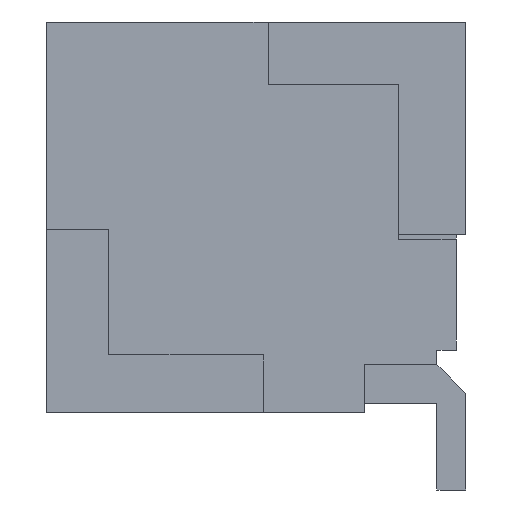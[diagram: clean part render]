
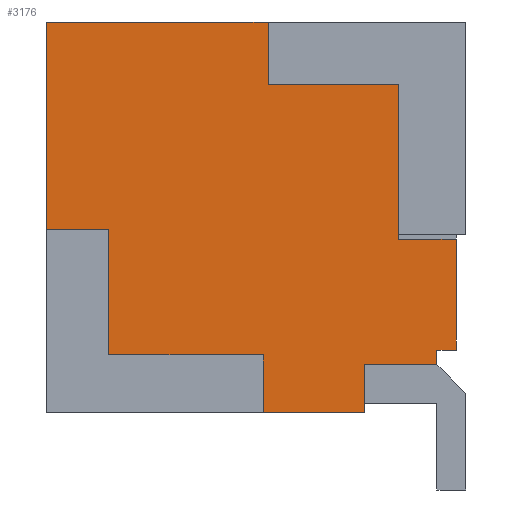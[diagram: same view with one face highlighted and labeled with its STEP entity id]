
A CAD part, left-side view. The second image highlights one B-rep face of the part: STEP entity #3176.
In plain terms, the highlighted planar face has unit normal (-1, 0, 0).
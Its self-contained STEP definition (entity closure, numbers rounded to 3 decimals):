
#28 = LINE ( 'NONE', #679, #195 ) ;
#52 = LINE ( 'NONE', #2047, #164 ) ;
#78 = DIRECTION ( 'NONE',  ( 0., 0., 1. ) ) ;
#96 = EDGE_CURVE ( 'NONE', #389, #1634, #1776, .T. ) ;
#163 = CARTESIAN_POINT ( 'NONE',  ( -9.5, 0., 1.8 ) ) ;
#164 = VECTOR ( 'NONE', #2785, 1000. ) ;
#195 = VECTOR ( 'NONE', #657, 1000. ) ;
#230 = EDGE_CURVE ( 'NONE', #3822, #2452, #52, .T. ) ;
#306 = DIRECTION ( 'NONE',  ( 0., -1., 0. ) ) ;
#324 = VECTOR ( 'NONE', #2015, 1000. ) ;
#369 = ORIENTED_EDGE ( 'NONE', *, *, #820, .F. ) ;
#389 = VERTEX_POINT ( 'NONE', #1748 ) ;
#402 = EDGE_CURVE ( 'NONE', #3526, #4032, #2390, .T. ) ;
#414 = VERTEX_POINT ( 'NONE', #1058 ) ;
#424 = FACE_OUTER_BOUND ( 'NONE', #4063, .T. ) ;
#496 = DIRECTION ( 'NONE',  ( 0., 0., 1. ) ) ;
#502 = DIRECTION ( 'NONE',  ( 0., 0., -1. ) ) ;
#518 = ORIENTED_EDGE ( 'NONE', *, *, #1012, .F. ) ;
#552 = LINE ( 'NONE', #4096, #1926 ) ;
#657 = DIRECTION ( 'NONE',  ( 0., 0., 1. ) ) ;
#679 = CARTESIAN_POINT ( 'NONE',  ( -9.5, 3.6, 4.05 ) ) ;
#691 = EDGE_CURVE ( 'NONE', #2285, #2669, #4232, .T. ) ;
#697 = EDGE_CURVE ( 'NONE', #4451, #1634, #1443, .T. ) ;
#748 = CARTESIAN_POINT ( 'NONE',  ( -9.5, 0., 3.4 ) ) ;
#781 = ORIENTED_EDGE ( 'NONE', *, *, #784, .F. ) ;
#784 = EDGE_CURVE ( 'NONE', #389, #3327, #1867, .T. ) ;
#820 = EDGE_CURVE ( 'NONE', #1533, #2326, #552, .T. ) ;
#831 = VECTOR ( 'NONE', #3702, 1000. ) ;
#838 = CARTESIAN_POINT ( 'NONE',  ( -9.5, 2., 0.6 ) ) ;
#868 = ORIENTED_EDGE ( 'NONE', *, *, #1758, .F. ) ;
#909 = CARTESIAN_POINT ( 'NONE',  ( -9.5, 4.25, 1.9 ) ) ;
#982 = LINE ( 'NONE', #1711, #3012 ) ;
#1012 = EDGE_CURVE ( 'NONE', #4397, #1959, #1276, .T. ) ;
#1015 = CARTESIAN_POINT ( 'NONE',  ( -9.5, 0.95, 0.5 ) ) ;
#1058 = CARTESIAN_POINT ( 'NONE',  ( -9.5, 0.2, 0.65 ) ) ;
#1276 = LINE ( 'NONE', #2013, #324 ) ;
#1302 = AXIS2_PLACEMENT_3D ( 'NONE', #4446, #1973, #1617 ) ;
#1354 = DIRECTION ( 'NONE',  ( 0., 1., 0. ) ) ;
#1385 = CARTESIAN_POINT ( 'NONE',  ( -9.5, 0.95, 0.5 ) ) ;
#1416 = LINE ( 'NONE', #4166, #1698 ) ;
#1437 = LINE ( 'NONE', #748, #4129 ) ;
#1443 = LINE ( 'NONE', #2742, #4133 ) ;
#1482 = EDGE_CURVE ( 'NONE', #2669, #414, #1808, .T. ) ;
#1533 = VERTEX_POINT ( 'NONE', #838 ) ;
#1595 = CARTESIAN_POINT ( 'NONE',  ( -9.5, 0.2, 0.5 ) ) ;
#1617 = DIRECTION ( 'NONE',  ( 0., 0., -1. ) ) ;
#1634 = VERTEX_POINT ( 'NONE', #909 ) ;
#1698 = VECTOR ( 'NONE', #2057, 1000. ) ;
#1704 = EDGE_CURVE ( 'NONE', #1959, #4032, #1416, .T. ) ;
#1711 = CARTESIAN_POINT ( 'NONE',  ( -9.5, 0.2, 0.65 ) ) ;
#1748 = CARTESIAN_POINT ( 'NONE',  ( -9.5, 4.25, 4.05 ) ) ;
#1758 = EDGE_CURVE ( 'NONE', #2326, #4451, #28, .T. ) ;
#1770 = EDGE_CURVE ( 'NONE', #414, #3526, #982, .T. ) ;
#1776 = LINE ( 'NONE', #3686, #2818 ) ;
#1792 = DIRECTION ( 'NONE',  ( 0., 0., 1. ) ) ;
#1804 = DIRECTION ( 'NONE',  ( 0., -1., 0. ) ) ;
#1808 = LINE ( 'NONE', #2210, #2034 ) ;
#1840 = ORIENTED_EDGE ( 'NONE', *, *, #3534, .F. ) ;
#1867 = LINE ( 'NONE', #3348, #831 ) ;
#1905 = CARTESIAN_POINT ( 'NONE',  ( -9.5, 1.95, 4.05 ) ) ;
#1925 = LINE ( 'NONE', #3499, #3363 ) ;
#1926 = VECTOR ( 'NONE', #1354, 1000. ) ;
#1959 = VERTEX_POINT ( 'NONE', #2255 ) ;
#1973 = DIRECTION ( 'NONE',  ( 1., 0., 0. ) ) ;
#1980 = CARTESIAN_POINT ( 'NONE',  ( -9.5, 2., 4.05 ) ) ;
#2013 = CARTESIAN_POINT ( 'NONE',  ( -9.5, 0.6, 4.05 ) ) ;
#2015 = DIRECTION ( 'NONE',  ( 0., 0., -1. ) ) ;
#2034 = VECTOR ( 'NONE', #78, 1000. ) ;
#2047 = CARTESIAN_POINT ( 'NONE',  ( -9.5, 0., 0. ) ) ;
#2054 = ORIENTED_EDGE ( 'NONE', *, *, #1770, .T. ) ;
#2057 = DIRECTION ( 'NONE',  ( 0., -1., 0. ) ) ;
#2086 = DIRECTION ( 'NONE',  ( 0., -1., 0. ) ) ;
#2174 = VERTEX_POINT ( 'NONE', #2412 ) ;
#2210 = CARTESIAN_POINT ( 'NONE',  ( -9.5, 0.2, 0.5 ) ) ;
#2253 = CARTESIAN_POINT ( 'NONE',  ( -9.5, 2., 0. ) ) ;
#2255 = CARTESIAN_POINT ( 'NONE',  ( -9.5, 0.6, 1.8 ) ) ;
#2285 = VERTEX_POINT ( 'NONE', #1385 ) ;
#2326 = VERTEX_POINT ( 'NONE', #4275 ) ;
#2329 = LINE ( 'NONE', #1905, #2705 ) ;
#2342 = VECTOR ( 'NONE', #1792, 1000. ) ;
#2379 = VECTOR ( 'NONE', #496, 1000. ) ;
#2390 = LINE ( 'NONE', #3178, #2342 ) ;
#2404 = ORIENTED_EDGE ( 'NONE', *, *, #691, .T. ) ;
#2412 = CARTESIAN_POINT ( 'NONE',  ( -9.5, 1.95, 3.4 ) ) ;
#2452 = VERTEX_POINT ( 'NONE', #2253 ) ;
#2515 = ORIENTED_EDGE ( 'NONE', *, *, #697, .F. ) ;
#2669 = VERTEX_POINT ( 'NONE', #1595 ) ;
#2677 = ORIENTED_EDGE ( 'NONE', *, *, #1482, .T. ) ;
#2705 = VECTOR ( 'NONE', #502, 1000. ) ;
#2725 = PLANE ( 'NONE',  #1302 ) ;
#2728 = ORIENTED_EDGE ( 'NONE', *, *, #230, .F. ) ;
#2742 = CARTESIAN_POINT ( 'NONE',  ( -9.5, 4.25, 1.9 ) ) ;
#2785 = DIRECTION ( 'NONE',  ( 0., 1., 0. ) ) ;
#2818 = VECTOR ( 'NONE', #2955, 1000. ) ;
#2825 = ORIENTED_EDGE ( 'NONE', *, *, #96, .T. ) ;
#2955 = DIRECTION ( 'NONE',  ( 0., 0., -1. ) ) ;
#2992 = ORIENTED_EDGE ( 'NONE', *, *, #4061, .F. ) ;
#3012 = VECTOR ( 'NONE', #2086, 1000. ) ;
#3101 = ORIENTED_EDGE ( 'NONE', *, *, #3752, .T. ) ;
#3176 = ADVANCED_FACE ( 'NONE', ( #424 ), #2725, .F. ) ;
#3178 = CARTESIAN_POINT ( 'NONE',  ( -9.5, 0., 4.05 ) ) ;
#3192 = CARTESIAN_POINT ( 'NONE',  ( -9.5, 0.95, 0. ) ) ;
#3320 = VECTOR ( 'NONE', #306, 1000. ) ;
#3327 = VERTEX_POINT ( 'NONE', #4473 ) ;
#3348 = CARTESIAN_POINT ( 'NONE',  ( -9.5, 0., 4.05 ) ) ;
#3363 = VECTOR ( 'NONE', #4467, 1000. ) ;
#3368 = LINE ( 'NONE', #1980, #2379 ) ;
#3499 = CARTESIAN_POINT ( 'NONE',  ( -9.5, 0.95, 0. ) ) ;
#3526 = VERTEX_POINT ( 'NONE', #3712 ) ;
#3534 = EDGE_CURVE ( 'NONE', #3327, #2174, #2329, .T. ) ;
#3686 = CARTESIAN_POINT ( 'NONE',  ( -9.5, 4.25, 4.05 ) ) ;
#3702 = DIRECTION ( 'NONE',  ( 0., -1., 0. ) ) ;
#3708 = ORIENTED_EDGE ( 'NONE', *, *, #1704, .F. ) ;
#3712 = CARTESIAN_POINT ( 'NONE',  ( -9.5, 0., 0.65 ) ) ;
#3752 = EDGE_CURVE ( 'NONE', #3822, #2285, #1925, .T. ) ;
#3822 = VERTEX_POINT ( 'NONE', #3192 ) ;
#4032 = VERTEX_POINT ( 'NONE', #163 ) ;
#4061 = EDGE_CURVE ( 'NONE', #2452, #1533, #3368, .T. ) ;
#4063 = EDGE_LOOP ( 'NONE', ( #868, #369, #2992, #2728, #3101, #2404, #2677, #2054, #4103, #3708, #518, #4099, #1840, #781, #2825, #2515 ) ) ;
#4096 = CARTESIAN_POINT ( 'NONE',  ( -9.5, 0., 0.6 ) ) ;
#4099 = ORIENTED_EDGE ( 'NONE', *, *, #4531, .F. ) ;
#4103 = ORIENTED_EDGE ( 'NONE', *, *, #402, .T. ) ;
#4129 = VECTOR ( 'NONE', #1804, 1000. ) ;
#4133 = VECTOR ( 'NONE', #4513, 1000. ) ;
#4166 = CARTESIAN_POINT ( 'NONE',  ( -9.5, 0., 1.8 ) ) ;
#4232 = LINE ( 'NONE', #1015, #3320 ) ;
#4237 = CARTESIAN_POINT ( 'NONE',  ( -9.5, 0.6, 3.4 ) ) ;
#4275 = CARTESIAN_POINT ( 'NONE',  ( -9.5, 3.6, 0.6 ) ) ;
#4356 = CARTESIAN_POINT ( 'NONE',  ( -9.5, 3.6, 1.9 ) ) ;
#4397 = VERTEX_POINT ( 'NONE', #4237 ) ;
#4446 = CARTESIAN_POINT ( 'NONE',  ( -9.5, 0., 4.05 ) ) ;
#4451 = VERTEX_POINT ( 'NONE', #4356 ) ;
#4467 = DIRECTION ( 'NONE',  ( 0., 0., 1. ) ) ;
#4473 = CARTESIAN_POINT ( 'NONE',  ( -9.5, 1.95, 4.05 ) ) ;
#4513 = DIRECTION ( 'NONE',  ( 0., 1., 0. ) ) ;
#4531 = EDGE_CURVE ( 'NONE', #2174, #4397, #1437, .T. ) ;
